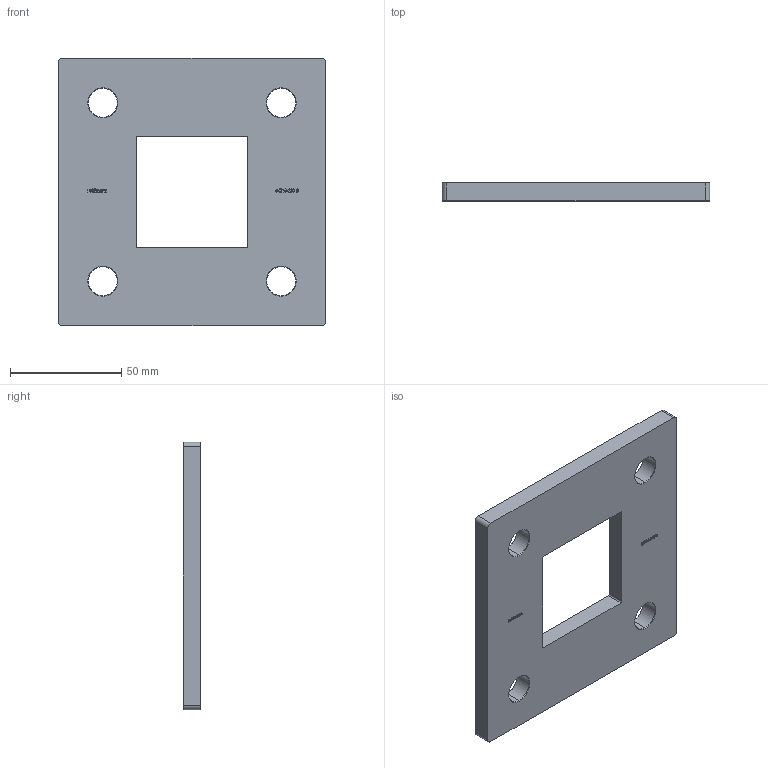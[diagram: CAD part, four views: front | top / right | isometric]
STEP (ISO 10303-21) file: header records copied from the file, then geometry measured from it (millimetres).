
FILE_DESCRIPTION (( 'STEP AP203' ), '1' );
FILE_NAME ('54216-240-8.step', '2020-10-21T10:54:12', ( '' ), ( '' ), 'SwSTEP 2.0', 'SolidWorks 2018', '' );
FILE_SCHEMA (( 'CONFIG_CONTROL_DESIGN' ));
Length unit declared in the file: millimetre
Products named in the file (2): 54216-240-8
Bounding box: 120 x 8 x 120 mm (x, y, z)
Volume: 90755.5 mm3; surface area: 29373.7 mm2
Topology: 1 solids, 1 shells, 288 faces, 758 edges, 500 vertices
Faces by surface type: plane 153, bspline 103, cone 16, cylinder 16
Entity records: 14551 total; most frequent: CARTESIAN_POINT 7923, ORIENTED_EDGE 1516, DIRECTION 974, EDGE_CURVE 758, LINE 504, VECTOR 504, VERTEX_POINT 500, EDGE_LOOP 326
